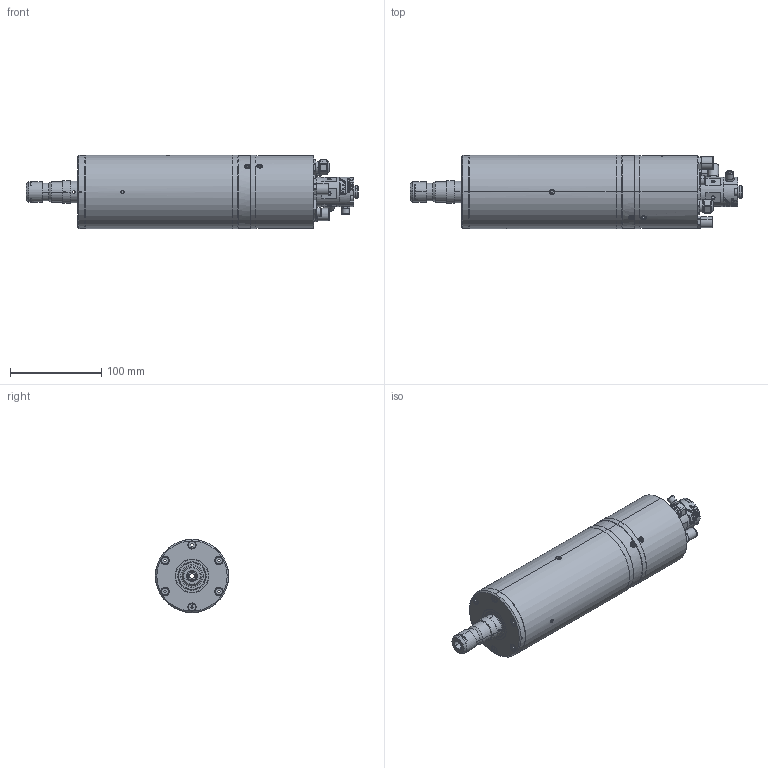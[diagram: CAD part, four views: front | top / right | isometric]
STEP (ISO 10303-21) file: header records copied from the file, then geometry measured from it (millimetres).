
FILE_DESCRIPTION (( 'STEP AP203' ), '1' );
FILE_NAME ('080M40KW-00-.STEP', '2015-02-20T14:55:54', ( '' ), ( '' ), 'SwSTEP 2.0', 'SolidWorks 2014', '' );
FILE_SCHEMA (( 'CONFIG_CONTROL_DESIGN' ));
Length unit declared in the file: millimetre
Products named in the file (1): 080M40KW-00-
Bounding box: 362.9 x 80 x 80 mm (x, y, z)
Surface area: 111470.1 mm2 (no closed solid volume)
Topology: 0 solids, 95 shells, 732 faces, 3279 edges, 2618 vertices
Faces by surface type: plane 346, cylinder 247, cone 66, torus 38, bspline 35
Entity records: 42613 total; most frequent: CARTESIAN_POINT 17665, DIRECTION 4718, ORIENTED_EDGE 4545, EDGE_CURVE 3271, VERTEX_POINT 2618, AXIS2_PLACEMENT_3D 1757, LINE 1204, VECTOR 1204
